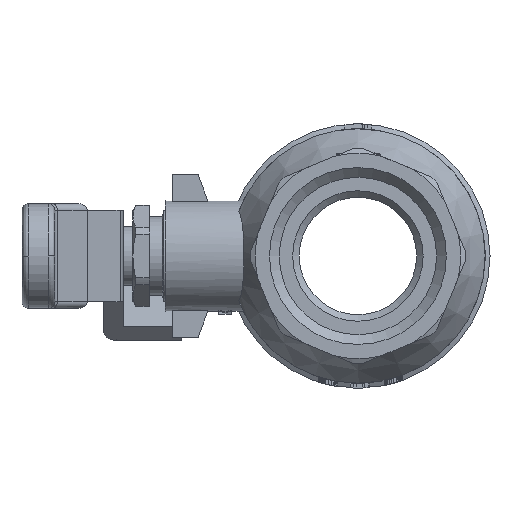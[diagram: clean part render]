
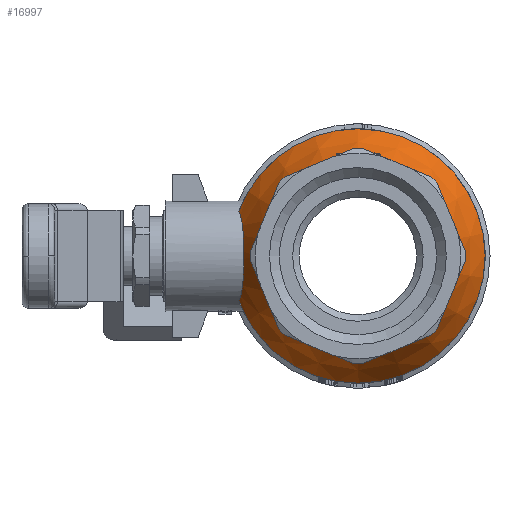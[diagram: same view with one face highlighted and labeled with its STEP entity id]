
A CAD part, left-side view. The second image highlights one B-rep face of the part: STEP entity #16997.
In plain terms, the highlighted conical face has half-angle 29.745 degrees and reference radius 15.5 mm.
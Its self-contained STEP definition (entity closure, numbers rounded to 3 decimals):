
#35=CONICAL_SURFACE('',#24195,15.5,0.519);
#123=B_SPLINE_CURVE_WITH_KNOTS('',3,(#33650,#33651,#33652,#33653,#33654,
#33655,#33656),.UNSPECIFIED.,.F.,.F.,(4,1,1,1,4),(0.,
0.004,0.008,0.012,0.016),
 .UNSPECIFIED.);
#1376=CIRCLE('',#23863,19.5);
#1412=CIRCLE('',#24196,15.5);
#2867=ORIENTED_EDGE('',*,*,#7694,.F.);
#2868=ORIENTED_EDGE('',*,*,#7269,.T.);
#2869=ORIENTED_EDGE('',*,*,#7695,.F.);
#7269=EDGE_CURVE('',#9751,#9752,#1376,.T.);
#7694=EDGE_CURVE('',#9751,#9752,#123,.T.);
#7695=EDGE_CURVE('',#10174,#10174,#1412,.T.);
#9751=VERTEX_POINT('',#32759);
#9752=VERTEX_POINT('',#32760);
#10174=VERTEX_POINT('',#33658);
#14049=EDGE_LOOP('',(#2867,#2868));
#14050=EDGE_LOOP('',(#2869));
#15152=FACE_BOUND('',#14049,.T.);
#15153=FACE_BOUND('',#14050,.T.);
#16997=ADVANCED_FACE('',(#15152,#15153),#35,.T.);
#23863=AXIS2_PLACEMENT_3D('',#32758,#26664,#26665);
#24195=AXIS2_PLACEMENT_3D('',#33649,#27416,#27417);
#24196=AXIS2_PLACEMENT_3D('',#33657,#27418,#27419);
#26664=DIRECTION('',(0.,-1.,0.));
#26665=DIRECTION('',(0.,0.,-1.));
#27416=DIRECTION('',(0.,1.,0.));
#27417=DIRECTION('',(1.,0.,0.));
#27418=DIRECTION('',(0.,-1.,0.));
#27419=DIRECTION('',(0.,0.,-1.));
#32758=CARTESIAN_POINT('',(0.,-5.,0.));
#32759=CARTESIAN_POINT('',(-6.874,-5.,18.248));
#32760=CARTESIAN_POINT('',(6.874,-5.,18.248));
#33649=CARTESIAN_POINT('',(0.,-12.,0.));
#33650=CARTESIAN_POINT('',(-6.874,-5.,18.248));
#33651=CARTESIAN_POINT('',(-6.104,-6.059,17.892));
#33652=CARTESIAN_POINT('',(-4.038,-7.844,17.531));
#33653=CARTESIAN_POINT('',(-0.004,-8.827,17.485));
#33654=CARTESIAN_POINT('',(4.034,-7.848,17.53));
#33655=CARTESIAN_POINT('',(6.104,-6.059,17.892));
#33656=CARTESIAN_POINT('',(6.874,-5.,18.248));
#33657=CARTESIAN_POINT('',(0.,-12.,0.));
#33658=CARTESIAN_POINT('',(0.,-12.,-15.5));
